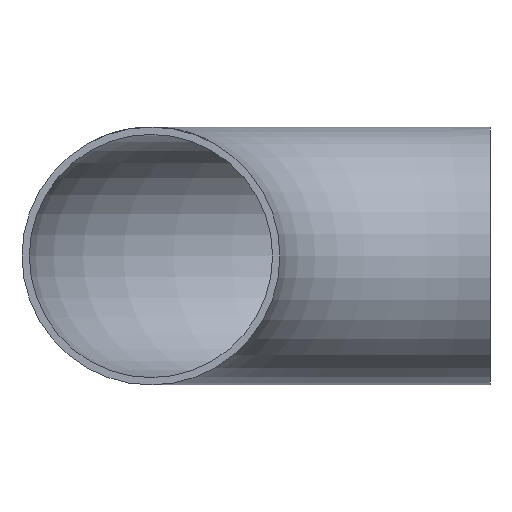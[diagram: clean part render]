
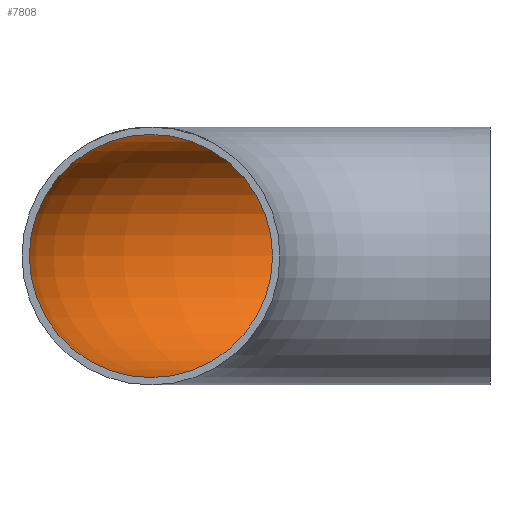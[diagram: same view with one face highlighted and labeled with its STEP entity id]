
A CAD part, front view. The second image highlights one B-rep face of the part: STEP entity #7808.
In plain terms, the highlighted toroidal (fillet/blend) face has major radius 92 mm and minor radius 33 mm.
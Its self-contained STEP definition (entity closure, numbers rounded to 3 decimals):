
#30 = CARTESIAN_POINT ( 'NONE',  ( 0., 0., 0. ) ) ;
#511 = AXIS2_PLACEMENT_3D ( 'NONE', #4471, #5815, #5791 ) ;
#2219 = CIRCLE ( 'NONE', #511, 33. ) ;
#2425 = AXIS2_PLACEMENT_3D ( 'NONE', #30, #5425, #5458 ) ;
#2450 = FACE_OUTER_BOUND ( 'NONE', #3886, .T. ) ;
#3506 = AXIS2_PLACEMENT_3D ( 'NONE', #6676, #6735, #7920 ) ;
#3707 = VERTEX_POINT ( 'NONE', #7982 ) ;
#3886 = EDGE_LOOP ( 'NONE', ( #5355 ) ) ;
#4292 = CIRCLE ( 'NONE', #3506, 33. ) ;
#4471 = CARTESIAN_POINT ( 'NONE',  ( 0., 92., 0. ) ) ;
#4676 = CARTESIAN_POINT ( 'NONE',  ( -92., 0., 33. ) ) ;
#5189 = FACE_OUTER_BOUND ( 'NONE', #8296, .T. ) ;
#5355 = ORIENTED_EDGE ( 'NONE', *, *, #6302, .F. ) ;
#5365 = VERTEX_POINT ( 'NONE', #4676 ) ;
#5425 = DIRECTION ( 'NONE',  ( 0., 0., -1. ) ) ;
#5458 = DIRECTION ( 'NONE',  ( -1., 0., 0. ) ) ;
#5748 = ORIENTED_EDGE ( 'NONE', *, *, #8594, .T. ) ;
#5791 = DIRECTION ( 'NONE',  ( 0., 1., 0. ) ) ;
#5815 = DIRECTION ( 'NONE',  ( 1., 0., 0. ) ) ;
#6050 = TOROIDAL_SURFACE ( 'NONE', #2425, 92., 33. ) ;
#6302 = EDGE_CURVE ( 'NONE', #5365, #5365, #4292, .T. ) ;
#6676 = CARTESIAN_POINT ( 'NONE',  ( -92., 0., 0. ) ) ;
#6735 = DIRECTION ( 'NONE',  ( 0., 1., 0. ) ) ;
#7808 = ADVANCED_FACE ( 'NONE', ( #5189, #2450 ), #6050, .F. ) ;
#7920 = DIRECTION ( 'NONE',  ( 0., 0., 1. ) ) ;
#7982 = CARTESIAN_POINT ( 'NONE',  ( 0., 125., 0. ) ) ;
#8296 = EDGE_LOOP ( 'NONE', ( #5748 ) ) ;
#8594 = EDGE_CURVE ( 'NONE', #3707, #3707, #2219, .T. ) ;
